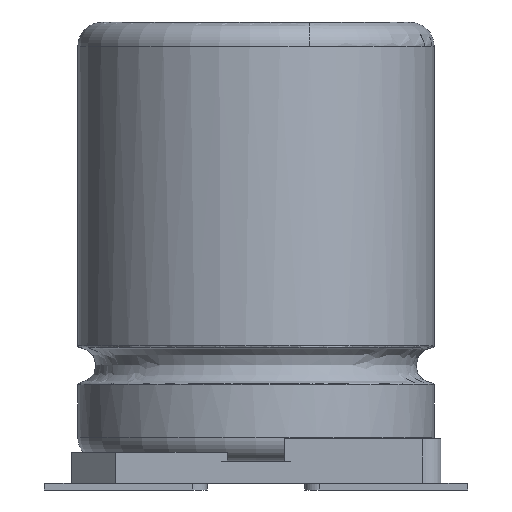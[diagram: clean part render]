
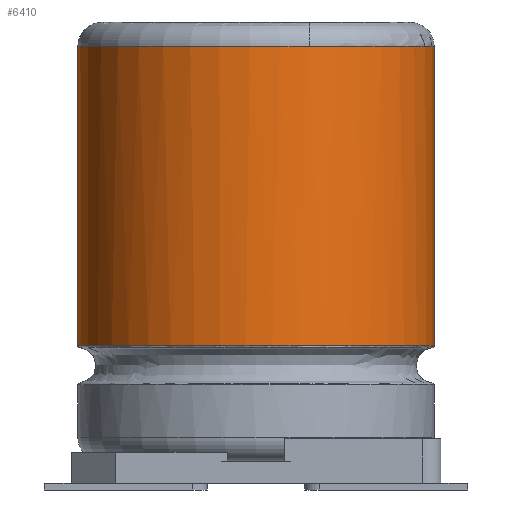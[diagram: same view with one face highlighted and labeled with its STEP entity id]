
A CAD part, front view. The second image highlights one B-rep face of the part: STEP entity #6410.
In plain terms, the highlighted cylindrical face has radius 4 mm (diameter 8 mm), a partial arc.
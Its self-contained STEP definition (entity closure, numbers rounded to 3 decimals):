
#119 = EDGE_CURVE ( 'NONE', #4367, #5128, #236, .T. ) ;
#161 = VERTEX_POINT ( 'NONE', #5213 ) ;
#236 = LINE ( 'NONE', #4170, #1190 ) ;
#283 = CARTESIAN_POINT ( 'NONE',  ( 0., 0., 3.2 ) ) ;
#349 = CARTESIAN_POINT ( 'NONE',  ( 3.747, -1.933, 3.238 ) ) ;
#859 = CARTESIAN_POINT ( 'NONE',  ( -0.543, -4.404, 3.238 ) ) ;
#960 = CARTESIAN_POINT ( 'NONE',  ( 4., 0., 3.2 ) ) ;
#972 = CARTESIAN_POINT ( 'NONE',  ( 3.241, -2.828, 3.238 ) ) ;
#1001 = ORIENTED_EDGE ( 'NONE', *, *, #5560, .T. ) ;
#1190 = VECTOR ( 'NONE', #2476, 1000. ) ;
#1405 = CARTESIAN_POINT ( 'NONE',  ( -3.254, -2.816, 3.238 ) ) ;
#1549 = LINE ( 'NONE', #960, #1837 ) ;
#1699 = ORIENTED_EDGE ( 'NONE', *, *, #6630, .T. ) ;
#1837 = VECTOR ( 'NONE', #4898, 1000. ) ;
#1969 = CARTESIAN_POINT ( 'NONE',  ( -2.515, -3.575, 3.238 ) ) ;
#2120 = CYLINDRICAL_SURFACE ( 'NONE', #4773, 4. ) ;
#2268 = EDGE_LOOP ( 'NONE', ( #5998, #1699, #3462, #1001, #7060 ) ) ;
#2329 = CARTESIAN_POINT ( 'NONE',  ( 4., 0., 3.238 ) ) ;
#2454 = DIRECTION ( 'NONE',  ( -1., 0., 0. ) ) ;
#2457 = FACE_OUTER_BOUND ( 'NONE', #2268, .T. ) ;
#2476 = DIRECTION ( 'NONE',  ( 0., 0., 1. ) ) ;
#2558 = CARTESIAN_POINT ( 'NONE',  ( -3.754, -1.916, 3.238 ) ) ;
#2813 = CARTESIAN_POINT ( 'NONE',  ( -4., 0., 3.238 ) ) ;
#2878 = AXIS2_PLACEMENT_3D ( 'NONE', #6383, #3019, #6863 ) ;
#2897 = CIRCLE ( 'NONE', #6990, 4. ) ;
#2925 = EDGE_CURVE ( 'NONE', #3186, #161, #3691, .T. ) ;
#3019 = DIRECTION ( 'NONE',  ( 0., 0., -1. ) ) ;
#3186 = VERTEX_POINT ( 'NONE', #6749 ) ;
#3377 = EDGE_CURVE ( 'NONE', #4135, #4367, #4988, .T. ) ;
#3462 = ORIENTED_EDGE ( 'NONE', *, *, #2925, .T. ) ;
#3691 = CIRCLE ( 'NONE', #2878, 4. ) ;
#3814 = CARTESIAN_POINT ( 'NONE',  ( 1.583, -4.119, 3.238 ) ) ;
#4135 = VERTEX_POINT ( 'NONE', #2329 ) ;
#4170 = CARTESIAN_POINT ( 'NONE',  ( -4., 0., 3.2 ) ) ;
#4221 = CARTESIAN_POINT ( 'NONE',  ( 0., 0., 9.967 ) ) ;
#4367 = VERTEX_POINT ( 'NONE', #2813 ) ;
#4732 = DIRECTION ( 'NONE',  ( 0., 0., 1. ) ) ;
#4760 = CARTESIAN_POINT ( 'NONE',  ( 2.504, -3.577, 3.238 ) ) ;
#4773 = AXIS2_PLACEMENT_3D ( 'NONE', #283, #4732, #4950 ) ;
#4800 = CARTESIAN_POINT ( 'NONE',  ( 4., -0.967, 3.238 ) ) ;
#4870 = CARTESIAN_POINT ( 'NONE',  ( -4., -0.953, 3.238 ) ) ;
#4898 = DIRECTION ( 'NONE',  ( 0., 0., 1. ) ) ;
#4913 = CARTESIAN_POINT ( 'NONE',  ( -4., 0., 3.238 ) ) ;
#4950 = DIRECTION ( 'NONE',  ( -1., 0., 0. ) ) ;
#4988 = B_SPLINE_CURVE_WITH_KNOTS ( 'NONE', 13,
 ( #6597, #4800, #349, #972, #4760, #3814, #5463, #859, #7003, #1969, #1405, #2558, #4870, #4913 ),
 .UNSPECIFIED., .F., .F.,
 ( 14, 14 ),
 ( 0.5, 1. ),
 .UNSPECIFIED. ) ;
#5128 = VERTEX_POINT ( 'NONE', #6500 ) ;
#5213 = CARTESIAN_POINT ( 'NONE',  ( 1.2, -3.816, 9.967 ) ) ;
#5463 = CARTESIAN_POINT ( 'NONE',  ( 0.541, -4.403, 3.238 ) ) ;
#5560 = EDGE_CURVE ( 'NONE', #161, #5128, #2897, .T. ) ;
#5998 = ORIENTED_EDGE ( 'NONE', *, *, #3377, .F. ) ;
#6383 = CARTESIAN_POINT ( 'NONE',  ( 0., 0., 9.967 ) ) ;
#6410 = ADVANCED_FACE ( 'NONE', ( #2457 ), #2120, .T. ) ;
#6444 = DIRECTION ( 'NONE',  ( 0., 0., -1. ) ) ;
#6500 = CARTESIAN_POINT ( 'NONE',  ( -4., 0., 9.967 ) ) ;
#6597 = CARTESIAN_POINT ( 'NONE',  ( 4., 0., 3.238 ) ) ;
#6630 = EDGE_CURVE ( 'NONE', #4135, #3186, #1549, .T. ) ;
#6749 = CARTESIAN_POINT ( 'NONE',  ( 4., 0., 9.967 ) ) ;
#6863 = DIRECTION ( 'NONE',  ( -1., 0., 0. ) ) ;
#6990 = AXIS2_PLACEMENT_3D ( 'NONE', #4221, #6444, #2454 ) ;
#7003 = CARTESIAN_POINT ( 'NONE',  ( -1.589, -4.12, 3.238 ) ) ;
#7060 = ORIENTED_EDGE ( 'NONE', *, *, #119, .F. ) ;
